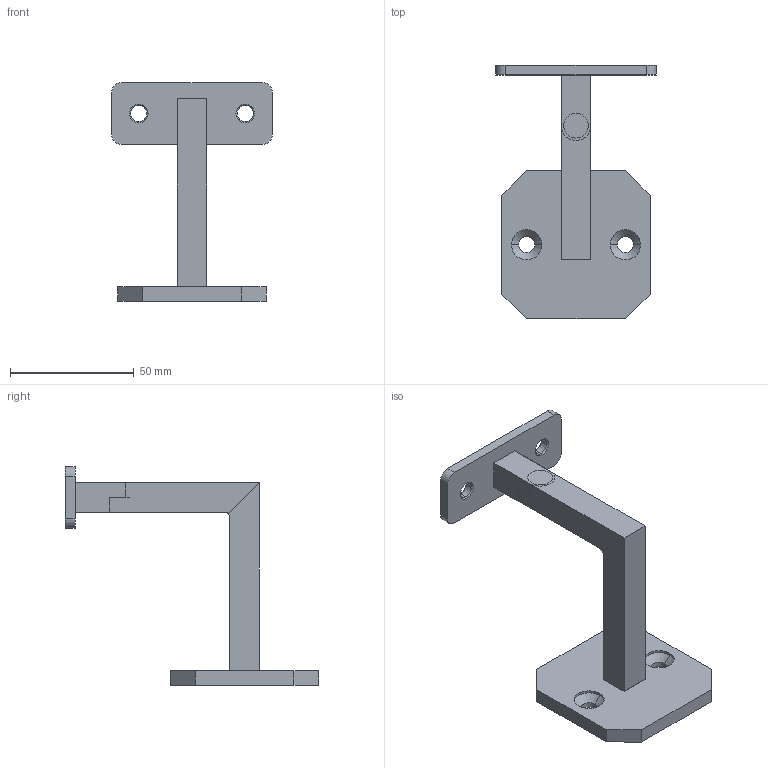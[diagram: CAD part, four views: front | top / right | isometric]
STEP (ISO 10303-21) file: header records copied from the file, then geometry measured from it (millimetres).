
FILE_DESCRIPTION (( 'STEP AP203' ), '1' );
FILE_NAME ('51262-240.step', '2020-09-02T13:25:45', ( '' ), ( '' ), 'SwSTEP 2.0', 'SolidWorks 2018', '' );
FILE_SCHEMA (( 'CONFIG_CONTROL_DESIGN' ));
Length unit declared in the file: millimetre
Products named in the file (12): DIN 7380 M5x8; 5126X-XXX Teil2_5126X-240 Teil2; 51262-240; socket countersunk head screw_din_DIN 7991 - M6 x 12 --- 12S; DIN 7380 M5x8_M5x8; 5126X-XXX Teil3_51263-V4A Teil3; 5126X-XXX Teil1_51262-240 Teil1; socket countersunk head screw_din; 5126X-XXX Teil2; 5126X-XXX Teil3; 5126X-XXX Teil1
Assembly tree (8 placements, depth 2):
  51262-240
    5126X-XXX Teil1_51262-240 Teil1
    5126X-XXX Teil2_5126X-240 Teil2
    socket countersunk head screw_din_DIN 7991 - M6 x 12 --- 12S
    5126X-XXX Teil3_51263-V4A Teil3
    DIN 7380 M5x8_M5x8
  51262-240
    DIN 7380 M5x8
    5126X-XXX Teil1
    5126X-XXX Teil3
  socket countersunk head screw_din
  5126X-XXX Teil2
Bounding box: 65 x 102.5 x 88.5 mm (x, y, z)
Volume: 47874.5 mm3; surface area: 21456.3 mm2
Topology: 5 solids, 5 shells, 435 faces, 1117 edges, 718 vertices
Faces by surface type: plane 189, bspline 96, cylinder 74, cone 72, torus 2, sphere 2
Entity records: 24255 total; most frequent: CARTESIAN_POINT 13169, ORIENTED_EDGE 2212, DIRECTION 1766, EDGE_CURVE 1106, VERTEX_POINT 712, VECTOR 660, LINE 660, AXIS2_PLACEMENT_3D 553
